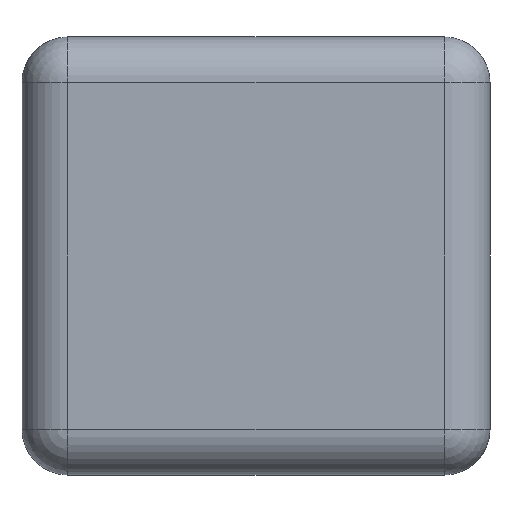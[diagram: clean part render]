
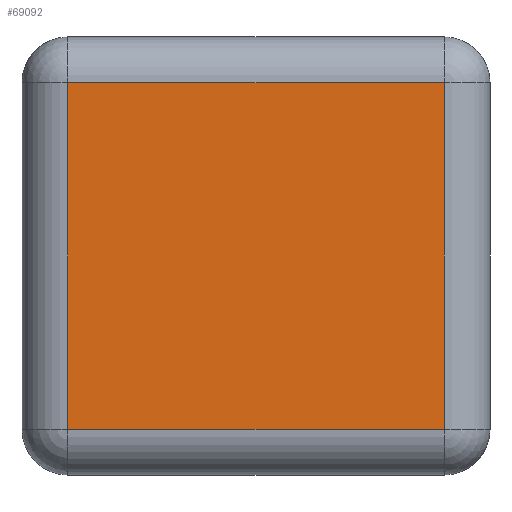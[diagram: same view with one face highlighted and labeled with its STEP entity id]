
A CAD part, front view. The second image highlights one B-rep face of the part: STEP entity #69092.
In plain terms, the highlighted planar face has unit normal (0, -1, 0).
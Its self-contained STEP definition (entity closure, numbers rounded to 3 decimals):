
#2014 = DIRECTION ( 'NONE',  ( 0., 0., -1. ) ) ;
#6134 = VECTOR ( 'NONE', #2014, 1000. ) ;
#6377 = VERTEX_POINT ( 'NONE', #48410 ) ;
#7263 = LINE ( 'NONE', #59850, #20111 ) ;
#9675 = VECTOR ( 'NONE', #49471, 1000. ) ;
#10490 = VECTOR ( 'NONE', #42222, 1000. ) ;
#12005 = DIRECTION ( 'NONE',  ( 0., 1., 0. ) ) ;
#12933 = ORIENTED_EDGE ( 'NONE', *, *, #60749, .T. ) ;
#17247 = CARTESIAN_POINT ( 'NONE',  ( -329.865, -256.135, -303.614 ) ) ;
#17263 = DIRECTION ( 'NONE',  ( 1., 0., 0. ) ) ;
#19698 = CARTESIAN_POINT ( 'NONE',  ( -329.865, -256.135, -383.614 ) ) ;
#20111 = VECTOR ( 'NONE', #47467, 1000. ) ;
#21106 = CARTESIAN_POINT ( 'NONE',  ( 329.865, -256.135, 303.614 ) ) ;
#22004 = ORIENTED_EDGE ( 'NONE', *, *, #40382, .T. ) ;
#23291 = FACE_OUTER_BOUND ( 'NONE', #36509, .T. ) ;
#23657 = CARTESIAN_POINT ( 'NONE',  ( -369.865, -256.135, 343.614 ) ) ;
#26584 = CARTESIAN_POINT ( 'NONE',  ( 329.865, -256.135, 383.614 ) ) ;
#27009 = EDGE_CURVE ( 'NONE', #6377, #48861, #65177, .T. ) ;
#34844 = LINE ( 'NONE', #69389, #10490 ) ;
#36509 = EDGE_LOOP ( 'NONE', ( #73357, #22004, #12933, #68406 ) ) ;
#38041 = CARTESIAN_POINT ( 'NONE',  ( 329.865, -256.135, -303.614 ) ) ;
#40382 = EDGE_CURVE ( 'NONE', #48861, #44731, #7263, .T. ) ;
#40898 = EDGE_CURVE ( 'NONE', #52683, #6377, #34844, .T. ) ;
#42222 = DIRECTION ( 'NONE',  ( -1., 0., 0. ) ) ;
#44731 = VERTEX_POINT ( 'NONE', #38041 ) ;
#47314 = AXIS2_PLACEMENT_3D ( 'NONE', #23657, #12005, #17263 ) ;
#47467 = DIRECTION ( 'NONE',  ( 1., 0., 0. ) ) ;
#48410 = CARTESIAN_POINT ( 'NONE',  ( -329.865, -256.135, 303.614 ) ) ;
#48861 = VERTEX_POINT ( 'NONE', #17247 ) ;
#49471 = DIRECTION ( 'NONE',  ( 0., 0., 1. ) ) ;
#52683 = VERTEX_POINT ( 'NONE', #21106 ) ;
#54339 = LINE ( 'NONE', #26584, #9675 ) ;
#59850 = CARTESIAN_POINT ( 'NONE',  ( 409.865, -256.135, -303.614 ) ) ;
#60749 = EDGE_CURVE ( 'NONE', #44731, #52683, #54339, .T. ) ;
#65177 = LINE ( 'NONE', #19698, #6134 ) ;
#68406 = ORIENTED_EDGE ( 'NONE', *, *, #40898, .T. ) ;
#68752 = PLANE ( 'NONE',  #47314 ) ;
#69092 = ADVANCED_FACE ( 'NONE', ( #23291 ), #68752, .F. ) ;
#69389 = CARTESIAN_POINT ( 'NONE',  ( -409.865, -256.135, 303.614 ) ) ;
#73357 = ORIENTED_EDGE ( 'NONE', *, *, #27009, .T. ) ;
